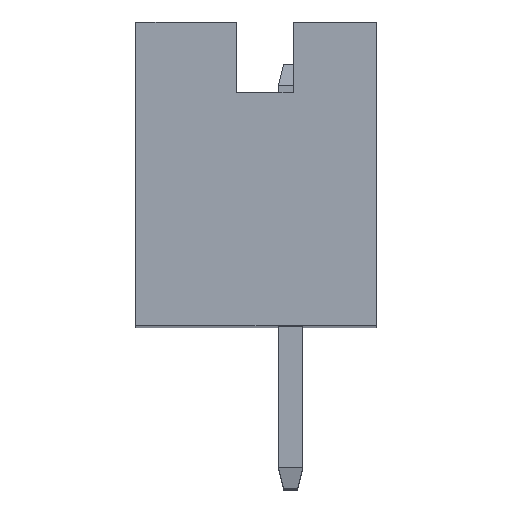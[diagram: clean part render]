
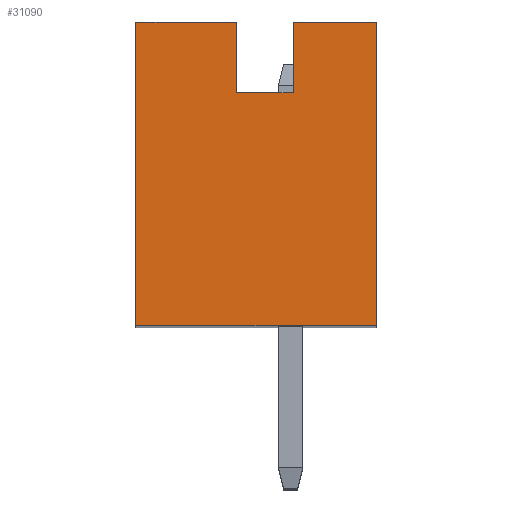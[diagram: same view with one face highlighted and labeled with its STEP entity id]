
A CAD part, top view. The second image highlights one B-rep face of the part: STEP entity #31090.
In plain terms, the highlighted planar face has unit normal (0, 0, 1).
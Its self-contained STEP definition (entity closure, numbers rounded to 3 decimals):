
#3830=CARTESIAN_POINT('',(0.,-1.53,-3.55));
#3840=DIRECTION('',(1.,0.,0.));
#3850=VECTOR('',#3840,1.);
#3860=LINE('',#3830,#3850);
#3870=CARTESIAN_POINT('',(-2.217,-1.53,-3.55));
#3880=VERTEX_POINT('',#3870);
#3890=CARTESIAN_POINT('',(1.183,-1.53,-3.55));
#3900=VERTEX_POINT('',#3890);
#3910=EDGE_CURVE('',#3880,#3900,#3860,.T.);
#10130=CARTESIAN_POINT('',(-2.217,2.77,-3.55));
#10140=VERTEX_POINT('',#10130);
#10170=CARTESIAN_POINT('',(-2.217,0.,-3.55));
#10180=DIRECTION('',(0.,1.,0.));
#10190=VECTOR('',#10180,1.);
#10200=LINE('',#10170,#10190);
#10210=EDGE_CURVE('',#3880,#10140,#10200,.T.);
#16280=CARTESIAN_POINT('',(1.183,0.,-3.55));
#16290=DIRECTION('',(0.,1.,0.));
#16300=VECTOR('',#16290,1.);
#16310=LINE('',#16280,#16300);
#16320=CARTESIAN_POINT('',(1.183,2.77,-3.55));
#16330=VERTEX_POINT('',#16320);
#16340=EDGE_CURVE('',#3900,#16330,#16310,.T.);
#22040=CARTESIAN_POINT('',(0.008,1.77,-3.55));
#22050=VERTEX_POINT('',#22040);
#22080=CARTESIAN_POINT('',(0.,1.77,-3.55));
#22090=DIRECTION('',(1.,0.,0.));
#22100=VECTOR('',#22090,1.);
#22110=LINE('',#22080,#22100);
#22120=CARTESIAN_POINT('',(-0.792,1.77,-3.55));
#22130=VERTEX_POINT('',#22120);
#22140=EDGE_CURVE('',#22130,#22050,#22110,.T.);
#30700=CARTESIAN_POINT('',(-0.318,-2.272,-3.55));
#30710=DIRECTION('',(0.,0.,1.));
#30720=DIRECTION('',(1.,0.,0.));
#30730=AXIS2_PLACEMENT_3D('',#30700,#30710,#30720);
#30740=PLANE('',#30730);
#30750=ORIENTED_EDGE('',*,*,#10210,.F.);
#30760=CARTESIAN_POINT('',(0.,2.77,-3.55));
#30770=DIRECTION('',(1.,0.,0.));
#30780=VECTOR('',#30770,1.);
#30790=LINE('',#30760,#30780);
#30800=CARTESIAN_POINT('',(-0.792,2.77,-3.55));
#30810=VERTEX_POINT('',#30800);
#30820=EDGE_CURVE('',#10140,#30810,#30790,.T.);
#30830=ORIENTED_EDGE('',*,*,#30820,.F.);
#30840=CARTESIAN_POINT('',(-0.792,2.77,-3.55));
#30850=DIRECTION('',(0.,-1.,0.));
#30860=VECTOR('',#30850,1.);
#30870=LINE('',#30840,#30860);
#30880=EDGE_CURVE('',#30810,#22130,#30870,.T.);
#30890=ORIENTED_EDGE('',*,*,#30880,.F.);
#30900=ORIENTED_EDGE('',*,*,#22140,.F.);
#30910=CARTESIAN_POINT('',(0.008,0.,
-3.55));
#30920=DIRECTION('',(0.,1.,0.));
#30930=VECTOR('',#30920,1.);
#30940=LINE('',#30910,#30930);
#30950=CARTESIAN_POINT('',(0.008,2.77,-3.55));
#30960=VERTEX_POINT('',#30950);
#30970=EDGE_CURVE('',#22050,#30960,#30940,.T.);
#30980=ORIENTED_EDGE('',*,*,#30970,.F.);
#30990=CARTESIAN_POINT('',(0.108,2.77,-3.55));
#31000=DIRECTION('',(-1.,0.,0.));
#31010=VECTOR('',#31000,1.);
#31020=LINE('',#30990,#31010);
#31030=EDGE_CURVE('',#16330,#30960,#31020,.T.);
#31040=ORIENTED_EDGE('',*,*,#31030,.T.);
#31050=ORIENTED_EDGE('',*,*,#16340,.T.);
#31060=ORIENTED_EDGE('',*,*,#3910,.T.);
#31070=EDGE_LOOP('',(#31060,#31050,#31040,#30980,#30900,#30890,#30830,
#30750));
#31080=FACE_OUTER_BOUND('',#31070,.T.);
#31090=ADVANCED_FACE('',(#31080),#30740,.T.);
